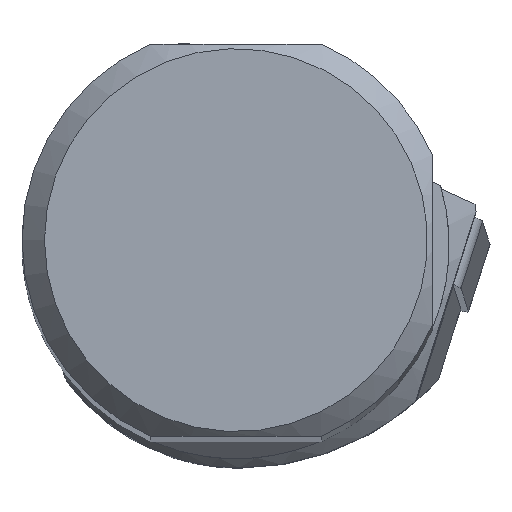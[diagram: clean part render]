
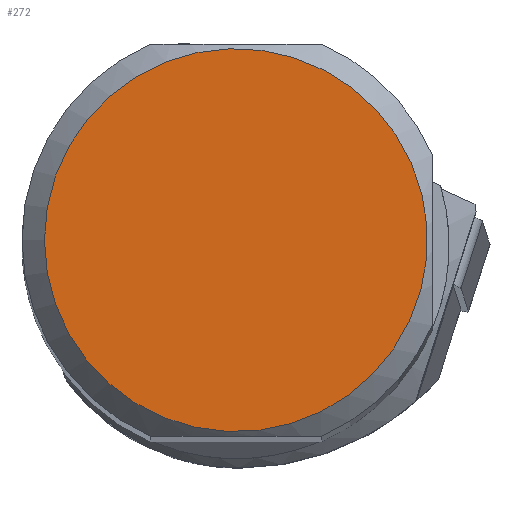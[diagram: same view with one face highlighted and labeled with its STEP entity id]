
A CAD part, top view. The second image highlights one B-rep face of the part: STEP entity #272.
In plain terms, the highlighted planar face has unit normal (0, 0, 1).
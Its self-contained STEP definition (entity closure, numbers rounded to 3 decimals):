
#195=FACE_OUTER_BOUND('',#635,.T.);
#272=ADVANCED_FACE('CU_SU_BP3',(#195),#331,.T.);
#331=PLANE('',#1677);
#635=EDGE_LOOP('',(#865));
#865=ORIENTED_EDGE('',*,*,#1380,.F.);
#1207=VERTEX_POINT('',#2582);
#1380=EDGE_CURVE('',#1207,#1207,#1499,.T.);
#1499=CIRCLE('',#1675,17.039);
#1675=AXIS2_PLACEMENT_3D('',#2581,#1977,#1978);
#1677=AXIS2_PLACEMENT_3D('',#2584,#1981,#1982);
#1977=DIRECTION('',(0.,0.,-1.));
#1978=DIRECTION('',(-1.,0.,0.));
#1981=DIRECTION('',(0.,0.,1.));
#1982=DIRECTION('',(-1.,0.,0.));
#2581=CARTESIAN_POINT('',(0.,0.,0.));
#2582=CARTESIAN_POINT('',(-17.039,0.,0.));
#2584=CARTESIAN_POINT('',(0.,0.,0.));
